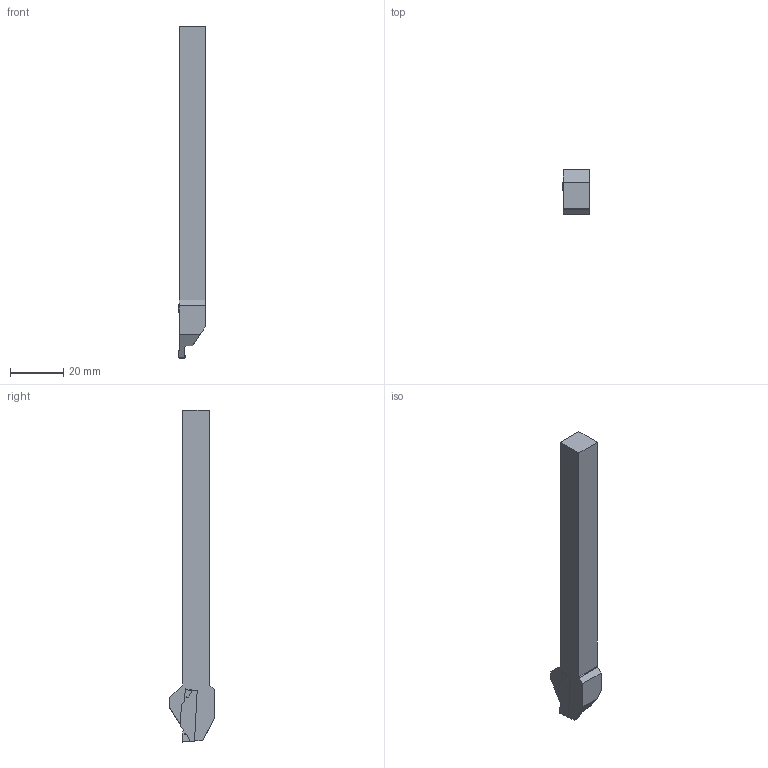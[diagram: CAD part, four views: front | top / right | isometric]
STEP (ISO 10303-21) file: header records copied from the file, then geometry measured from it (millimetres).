
FILE_DESCRIPTION(/* description */ (''),/* implementation_level */ '2;1');
FILE_NAME(/* name */ '1558666682699.stp',/* time_stamp */ '2019-05-24T08:28:14+06:00',/* author */ (''),/* organization */ ('SMS'),/* preprocessor_version */ 'ST-DEVELOPER v15',/* originating_system */ 'SIEMENS PLM Software NX 8.5',/* authorisation */ '');
FILE_SCHEMA (('AUTOMOTIVE_DESIGN { 1 0 10303 214 3 1 1 1 }'));
Length unit declared in the file: millimetre
Products named in the file (4): 201539461mod000_00; ASSEMBLY_CONSTRUCTION; 202120648mod000_00; 202120647mod000_00
Assembly tree (3 placements, depth 2):
  202120647mod000_00
    202120648mod000_00
    ASSEMBLY_CONSTRUCTION
    201539461mod000_00
Bounding box: 10.17 x 16.9 x 125 mm (x, y, z)
Volume: 12104.8 mm3; surface area: 5448.9 mm2
Topology: 2 solids, 2 shells, 68 faces, 190 edges, 132 vertices
Faces by surface type: plane 46, bspline 10, cylinder 7, extrusion 4, torus 1
Entity records: 2567 total; most frequent: CARTESIAN_POINT 753, ORIENTED_EDGE 378, DIRECTION 292, EDGE_CURVE 189, VECTOR 138, LINE 134, VERTEX_POINT 125, AXIS2_PLACEMENT_3D 77
